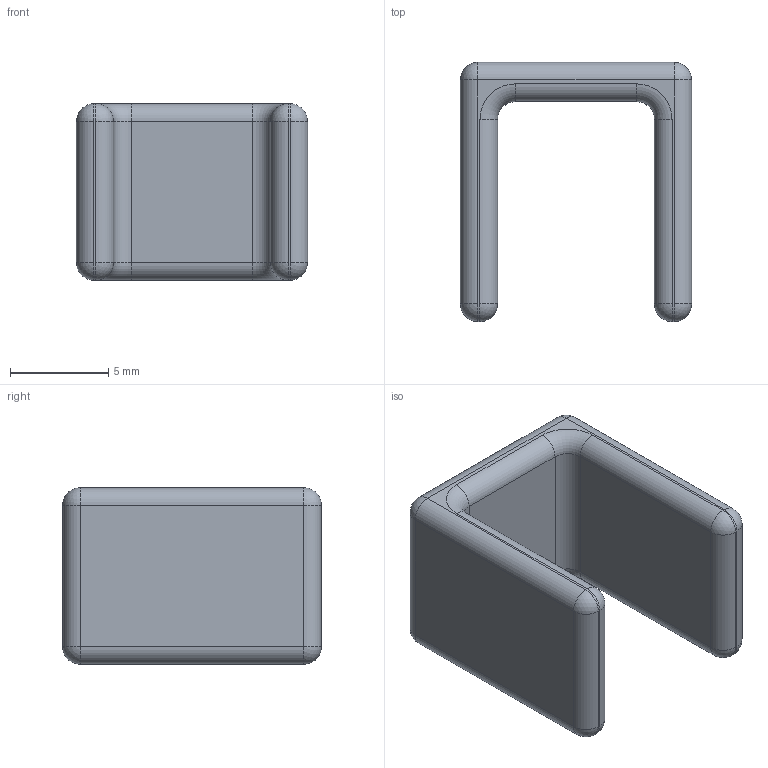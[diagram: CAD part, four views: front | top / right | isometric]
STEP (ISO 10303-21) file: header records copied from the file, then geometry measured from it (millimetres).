
FILE_DESCRIPTION(/* description */ (''),/* implementation_level */ '2;1');
FILE_NAME(/* name */ '03.2_Z_Gear_Fixation.stp',/* time_stamp */ '2024-06-04T16:05:01+02:00',/* author */ ('JN'),/* organization */ (''),/* preprocessor_version */ 'ST-DEVELOPER v18.1',/* originating_system */ 'Autodesk Inventor 2022',/* authorisation */ '');
FILE_SCHEMA (('AUTOMOTIVE_DESIGN { 1 0 10303 214 3 1 1 }'));
Length unit declared in the file: millimetre
Products named in the file (1): Fixation HPLC fitting
Bounding box: 11.8 x 13.22 x 9 mm (x, y, z)
Volume: 566.2 mm3; surface area: 701.2 mm2
Topology: 1 solids, 1 shells, 50 faces, 100 edges, 52 vertices
Faces by surface type: cylinder 24, sphere 12, plane 10, torus 4
Entity records: 1305 total; most frequent: DIRECTION 254, CARTESIAN_POINT 203, ORIENTED_EDGE 200, AXIS2_PLACEMENT_3D 103, EDGE_CURVE 100, CIRCLE 52, VERTEX_POINT 52, FACE_OUTER_BOUND 50
